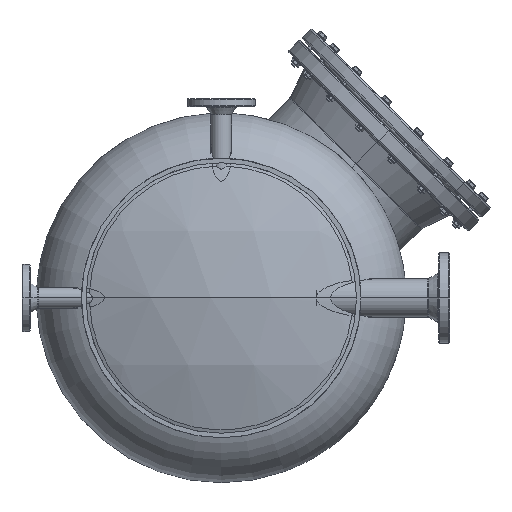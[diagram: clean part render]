
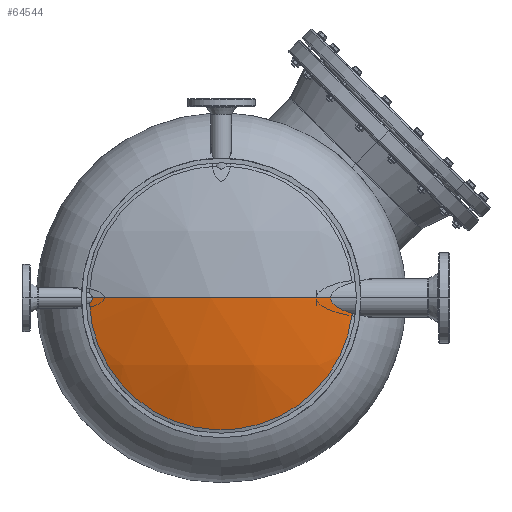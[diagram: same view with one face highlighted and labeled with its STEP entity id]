
A CAD part, front view. The second image highlights one B-rep face of the part: STEP entity #64544.
In plain terms, the highlighted spherical face has radius 809 mm.
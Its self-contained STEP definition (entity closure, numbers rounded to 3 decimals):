
#297 = VERTEX_POINT ( 'NONE', #40456 ) ;
#418 = CARTESIAN_POINT ( 'NONE',  ( 571.509, 94.278, -332.827 ) ) ;
#928 = CARTESIAN_POINT ( 'NONE',  ( 310., 859.507, -310.038 ) ) ;
#1334 = CARTESIAN_POINT ( 'NONE',  ( 552.499, 87.707, -310.038 ) ) ;
#1575 = CARTESIAN_POINT ( 'NONE',  ( 573.23, 94.897, -333.787 ) ) ;
#2653 = CARTESIAN_POINT ( 'NONE',  ( 23.543, 102.927, -313.202 ) ) ;
#6558 = DIRECTION ( 'NONE',  ( 0.993, 0., -0.118 ) ) ;
#8533 = CARTESIAN_POINT ( 'NONE',  ( 17.523, 105.301, -320.6 ) ) ;
#8946 = CARTESIAN_POINT ( 'NONE',  ( 575.539, 95.734, -335.003 ) ) ;
#9541 = CARTESIAN_POINT ( 'NONE',  ( 571.611, 94.315, -332.885 ) ) ;
#10730 = CARTESIAN_POINT ( 'NONE',  ( 582.18, 98.18, -338.127 ) ) ;
#14729 = AXIS2_PLACEMENT_3D ( 'NONE', #928, #21602, #49517 ) ;
#15718 = CARTESIAN_POINT ( 'NONE',  ( 310., 105.301, -310.038 ) ) ;
#17499 = ORIENTED_EDGE ( 'NONE', *, *, #22624, .T. ) ;
#17500 = CARTESIAN_POINT ( 'NONE',  ( 571.558, 94.296, -332.855 ) ) ;
#19289 = CARTESIAN_POINT ( 'NONE',  ( 559.137, 89.944, -323.878 ) ) ;
#20614 = CARTESIAN_POINT ( 'NONE',  ( 310., 859.507, -310.038 ) ) ;
#21602 = DIRECTION ( 'NONE',  ( 0., 0., -1. ) ) ;
#22624 = EDGE_CURVE ( 'NONE', #37957, #97017, #30703, .T. ) ;
#23822 = CARTESIAN_POINT ( 'NONE',  ( 23.531, 102.931, -313.235 ) ) ;
#25616 = CARTESIAN_POINT ( 'NONE',  ( 22.277, 103.422, -315.707 ) ) ;
#26212 = CARTESIAN_POINT ( 'NONE',  ( 18.355, 104.97, -319.978 ) ) ;
#26626 = CARTESIAN_POINT ( 'NONE',  ( 573.993, 95.173, -334.195 ) ) ;
#27269 = AXIS2_PLACEMENT_3D ( 'NONE', #20614, #103534, #66888 ) ;
#28407 = CARTESIAN_POINT ( 'NONE',  ( 571.518, 94.282, -332.832 ) ) ;
#29002 = CARTESIAN_POINT ( 'NONE',  ( 553.082, 87.899, -314.239 ) ) ;
#30703 = B_SPLINE_CURVE_WITH_KNOTS ( 'NONE', 3,
 ( #36244, #55720, #93015, #10730, #101530, #92404, #8946, #26626, #1575, #83190, #120505, #36865, #9541, #17500, #38031, #28407, #83790, #418, #54536, #65523, #72844, #102742, #19289, #56324, #84379, #29002, #110114, #93617 ),
 .UNSPECIFIED., .F., .F.,
 ( 4, 2, 2, 2, 1, 1, 1, 1, 1, 1, 1, 1, 2, 2, 2, 2, 2, 4 ),
 ( 0., 0.25, 0.375, 0.437, 0.469, 0.484, 0.492, 0.496, 0.498, 0.499, 0.5, 0.5, 0.5, 0.5, 0.625, 0.75, 0.875, 1. ),
 .UNSPECIFIED. ) ;
#30707 = SPHERICAL_SURFACE ( 'NONE', #14729, 809. ) ;
#32084 = VERTEX_POINT ( 'NONE', #97104 ) ;
#34056 = CARTESIAN_POINT ( 'NONE',  ( 24.093, 102.712, -310.615 ) ) ;
#35231 = CARTESIAN_POINT ( 'NONE',  ( 19.964, 104.332, -318.491 ) ) ;
#36244 = CARTESIAN_POINT ( 'NONE',  ( 600.617, 105.301, -344.628 ) ) ;
#36865 = CARTESIAN_POINT ( 'NONE',  ( 571.718, 94.353, -332.946 ) ) ;
#37957 = VERTEX_POINT ( 'NONE', #50968 ) ;
#38031 = CARTESIAN_POINT ( 'NONE',  ( 571.532, 94.286, -332.84 ) ) ;
#40409 = B_SPLINE_CURVE_WITH_KNOTS ( 'NONE', 3,
 ( #43140, #34056, #86073, #104412, #76898, #57985, #85469, #67180, #2653, #23822, #58606, #95884, #114797, #55317, #25616, #109130, #80973, #99919, #46146, #118870, #43721, #52934, #62684, #109703, #101130, #83372, #108517, #82757, #35231, #91386, #72414, #26212, #8533 ),
 .UNSPECIFIED., .F., .F.,
 ( 4, 2, 1, 1, 1, 2, 2, 2, 1, 1, 1, 1, 1, 2, 2, 2, 1, 1, 1, 2, 2, 4 ),
 ( 0., 0.125, 0.188, 0.219, 0.234, 0.242, 0.25, 0.375, 0.438, 0.469, 0.484, 0.492, 0.496, 0.498, 0.5, 0.625, 0.688, 0.719, 0.734, 0.742, 0.75, 1. ),
 .UNSPECIFIED. ) ;
#40456 = CARTESIAN_POINT ( 'NONE',  ( 17.523, 105.301, -320.6 ) ) ;
#42699 = CIRCLE ( 'NONE', #27269, 809. ) ;
#43140 = CARTESIAN_POINT ( 'NONE',  ( 24.107, 102.707, -310.038 ) ) ;
#43721 = CARTESIAN_POINT ( 'NONE',  ( 21.996, 103.532, -316.116 ) ) ;
#46098 = ORIENTED_EDGE ( 'NONE', *, *, #81614, .T. ) ;
#46146 = CARTESIAN_POINT ( 'NONE',  ( 22.013, 103.525, -316.093 ) ) ;
#46833 = EDGE_CURVE ( 'NONE', #97017, #32084, #42699, .T. ) ;
#49517 = DIRECTION ( 'NONE',  ( 1., 0., 0. ) ) ;
#50968 = CARTESIAN_POINT ( 'NONE',  ( 600.617, 105.301, -344.628 ) ) ;
#52934 = CARTESIAN_POINT ( 'NONE',  ( 21.704, 103.646, -316.531 ) ) ;
#54536 = CARTESIAN_POINT ( 'NONE',  ( 571.508, 94.278, -332.826 ) ) ;
#55317 = CARTESIAN_POINT ( 'NONE',  ( 22.544, 103.317, -315.29 ) ) ;
#55720 = CARTESIAN_POINT ( 'NONE',  ( 594.795, 102.98, -342.935 ) ) ;
#56324 = CARTESIAN_POINT ( 'NONE',  ( 555.975, 88.869, -320.131 ) ) ;
#57985 = CARTESIAN_POINT ( 'NONE',  ( 23.67, 102.877, -312.823 ) ) ;
#58606 = CARTESIAN_POINT ( 'NONE',  ( 23.346, 103.003, -313.742 ) ) ;
#61451 = AXIS2_PLACEMENT_3D ( 'NONE', #15718, #63682, #6558 ) ;
#62684 = CARTESIAN_POINT ( 'NONE',  ( 21.387, 103.771, -316.936 ) ) ;
#63682 = DIRECTION ( 'NONE',  ( 0., 1., 0. ) ) ;
#64544 = ADVANCED_FACE ( 'NONE', ( #73378 ), #30707, .T. ) ;
#65523 = CARTESIAN_POINT ( 'NONE',  ( 568.437, 93.176, -331.074 ) ) ;
#66888 = DIRECTION ( 'NONE',  ( 0., -1., 0. ) ) ;
#67180 = CARTESIAN_POINT ( 'NONE',  ( 23.565, 102.918, -313.139 ) ) ;
#68742 = EDGE_CURVE ( 'NONE', #37957, #297, #104319, .T. ) ;
#71914 = ORIENTED_EDGE ( 'NONE', *, *, #68742, .F. ) ;
#72414 = CARTESIAN_POINT ( 'NONE',  ( 19.151, 104.653, -319.291 ) ) ;
#72844 = CARTESIAN_POINT ( 'NONE',  ( 565.739, 92.228, -329.304 ) ) ;
#73378 = FACE_OUTER_BOUND ( 'NONE', #81150, .T. ) ;
#76719 = ORIENTED_EDGE ( 'NONE', *, *, #46833, .T. ) ;
#76898 = CARTESIAN_POINT ( 'NONE',  ( 23.801, 102.826, -312.374 ) ) ;
#80973 = CARTESIAN_POINT ( 'NONE',  ( 22.065, 103.505, -316.019 ) ) ;
#81150 = EDGE_LOOP ( 'NONE', ( #71914, #17499, #76719, #46098 ) ) ;
#81614 = EDGE_CURVE ( 'NONE', #32084, #297, #40409, .T. ) ;
#82757 = CARTESIAN_POINT ( 'NONE',  ( 20.014, 104.312, -318.441 ) ) ;
#83190 = CARTESIAN_POINT ( 'NONE',  ( 572.361, 94.584, -333.308 ) ) ;
#83372 = CARTESIAN_POINT ( 'NONE',  ( 20.261, 104.215, -318.192 ) ) ;
#83790 = CARTESIAN_POINT ( 'NONE',  ( 571.513, 94.279, -332.829 ) ) ;
#84379 = CARTESIAN_POINT ( 'NONE',  ( 554.765, 88.463, -318.212 ) ) ;
#85469 = CARTESIAN_POINT ( 'NONE',  ( 23.597, 102.905, -313.045 ) ) ;
#86073 = CARTESIAN_POINT ( 'NONE',  ( 24.037, 102.734, -311.171 ) ) ;
#91386 = CARTESIAN_POINT ( 'NONE',  ( 19.937, 104.343, -318.518 ) ) ;
#92404 = CARTESIAN_POINT ( 'NONE',  ( 576.601, 96.122, -335.535 ) ) ;
#93015 = CARTESIAN_POINT ( 'NONE',  ( 589.458, 100.922, -341.088 ) ) ;
#93617 = CARTESIAN_POINT ( 'NONE',  ( 552.499, 87.707, -310.038 ) ) ;
#95884 = CARTESIAN_POINT ( 'NONE',  ( 23.132, 103.087, -314.219 ) ) ;
#97017 = VERTEX_POINT ( 'NONE', #1334 ) ;
#97104 = CARTESIAN_POINT ( 'NONE',  ( 24.107, 102.707, -310.038 ) ) ;
#99919 = CARTESIAN_POINT ( 'NONE',  ( 22.028, 103.519, -316.071 ) ) ;
#101130 = CARTESIAN_POINT ( 'NONE',  ( 20.597, 104.082, -317.842 ) ) ;
#101530 = CARTESIAN_POINT ( 'NONE',  ( 579.876, 97.324, -337.108 ) ) ;
#102742 = CARTESIAN_POINT ( 'NONE',  ( 561.09, 90.612, -325.706 ) ) ;
#103534 = DIRECTION ( 'NONE',  ( 0., 0., -1. ) ) ;
#104319 = CIRCLE ( 'NONE', #61451, 292.668 ) ;
#104412 = CARTESIAN_POINT ( 'NONE',  ( 23.891, 102.791, -311.978 ) ) ;
#108517 = CARTESIAN_POINT ( 'NONE',  ( 20.089, 104.283, -318.367 ) ) ;
#109130 = CARTESIAN_POINT ( 'NONE',  ( 22.136, 103.477, -315.915 ) ) ;
#109703 = CARTESIAN_POINT ( 'NONE',  ( 20.868, 103.976, -317.54 ) ) ;
#110114 = CARTESIAN_POINT ( 'NONE',  ( 552.609, 87.741, -312.186 ) ) ;
#114797 = CARTESIAN_POINT ( 'NONE',  ( 22.75, 103.237, -314.933 ) ) ;
#118870 = CARTESIAN_POINT ( 'NONE',  ( 22.002, 103.529, -316.108 ) ) ;
#120505 = CARTESIAN_POINT ( 'NONE',  ( 571.932, 94.43, -333.067 ) ) ;
